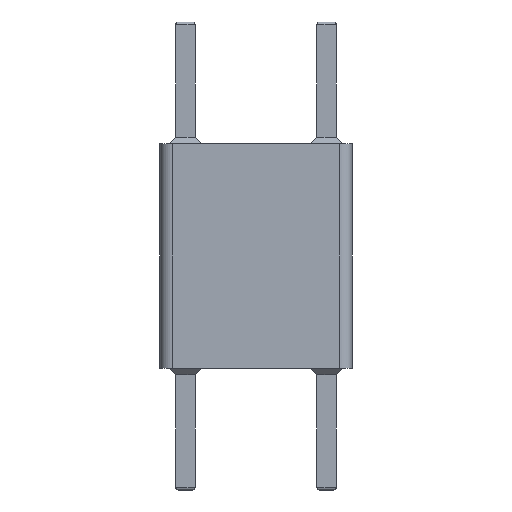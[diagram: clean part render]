
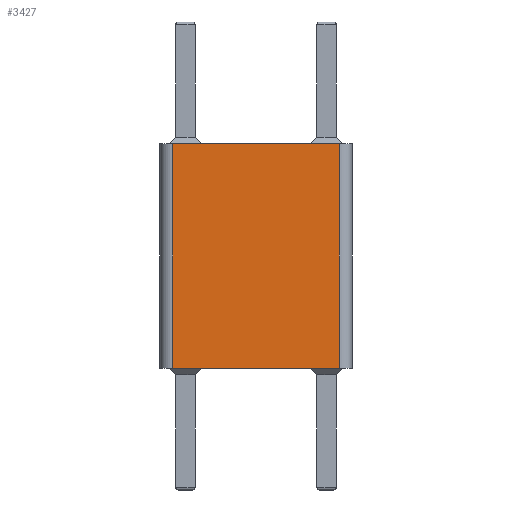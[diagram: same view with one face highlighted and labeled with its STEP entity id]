
A CAD part, left-side view. The second image highlights one B-rep face of the part: STEP entity #3427.
In plain terms, the highlighted planar face has unit normal (-1, 0, 0).
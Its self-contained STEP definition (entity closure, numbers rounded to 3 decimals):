
#493=CARTESIAN_POINT('',(-15.,13.,50.));
#494=VERTEX_POINT('',#493);
#502=CARTESIAN_POINT('',(-15.,-13.,50.));
#503=VERTEX_POINT('',#502);
#504=CARTESIAN_POINT('',(-15.,-13.,50.));
#505=DIRECTION('',(-0.,1.,-0.));
#506=VECTOR('',#505,26.);
#507=LINE('',#504,#506);
#508=EDGE_CURVE('',#503,#494,#507,.T.);
#3397=CARTESIAN_POINT('',(-15.,0.,16.));
#3398=DIRECTION('',(1.,0.,0.));
#3399=DIRECTION('',(0.,0.,-1.));
#3400=AXIS2_PLACEMENT_3D('',#3397,#3398,#3399);
#3401=PLANE('',#3400);
#3402=CARTESIAN_POINT('',(-15.,13.,15.));
#3403=VERTEX_POINT('',#3402);
#3404=CARTESIAN_POINT('',(-15.,13.,50.));
#3405=DIRECTION('',(0.,0.,-1.));
#3406=VECTOR('',#3405,35.);
#3407=LINE('',#3404,#3406);
#3408=EDGE_CURVE('',#494,#3403,#3407,.T.);
#3409=ORIENTED_EDGE('',*,*,#3408,.T.);
#3410=CARTESIAN_POINT('',(-15.,-13.,15.));
#3411=VERTEX_POINT('',#3410);
#3412=CARTESIAN_POINT('',(-15.,13.,15.));
#3413=DIRECTION('',(-0.,-1.,-0.));
#3414=VECTOR('',#3413,26.);
#3415=LINE('',#3412,#3414);
#3416=EDGE_CURVE('',#3403,#3411,#3415,.T.);
#3417=ORIENTED_EDGE('',*,*,#3416,.T.);
#3418=CARTESIAN_POINT('',(-15.,-13.,15.));
#3419=DIRECTION('',(-0.,-0.,1.));
#3420=VECTOR('',#3419,35.);
#3421=LINE('',#3418,#3420);
#3422=EDGE_CURVE('',#3411,#503,#3421,.T.);
#3423=ORIENTED_EDGE('',*,*,#3422,.T.);
#3424=ORIENTED_EDGE('',*,*,#508,.T.);
#3425=EDGE_LOOP('',(#3409,#3417,#3423,#3424));
#3426=FACE_BOUND('',#3425,.T.);
#3427=ADVANCED_FACE('',(#3426),#3401,.F.);
